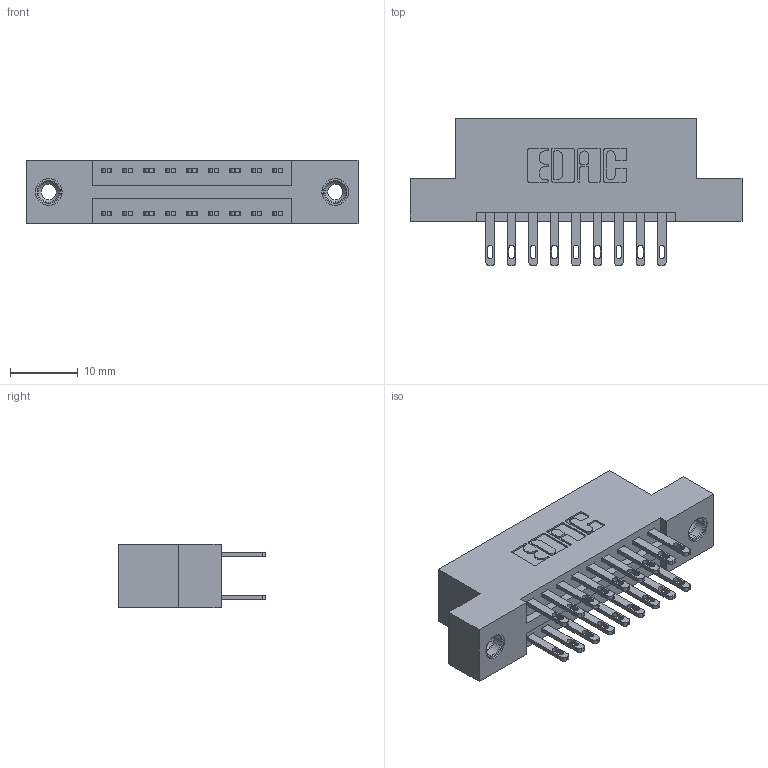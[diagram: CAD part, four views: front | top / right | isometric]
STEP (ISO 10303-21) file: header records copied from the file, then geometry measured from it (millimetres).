
FILE_DESCRIPTION (( 'STEP AP203' ), '1' );
FILE_NAME ('896-018-500-208.STEP', '2021-07-27T16:06:52', ( '' ), ( '' ), 'SwSTEP 2.0', 'SolidWorks 2020', '' );
FILE_SCHEMA (( 'CONFIG_CONTROL_DESIGN' ));
Length unit declared in the file: inch
Products named in the file (4): 846 Part_Flush Mounting Lugs - 0.156 Dia-TI; 345-292-001_345-293-100; 896-018-500-208; 345-250-001_345-250-003-102
Assembly tree (21 placements, depth 2):
  896-018-500-208
    846 Part_Flush Mounting Lugs - 0.156 Dia-TI
    345-292-001_345-293-100  x18
    345-250-001_345-250-003-102  x2
Bounding box: 49.15 x 21.84 x 9.4 mm (x, y, z)
Volume: 4584.8 mm3; surface area: 5991.9 mm2
Topology: 21 solids, 21 shells, 1046 faces, 3111 edges, 2066 vertices
Faces by surface type: plane 630, cylinder 400, cone 12, torus 4
Entity records: 11432 total; most frequent: CARTESIAN_POINT 1911, ORIENTED_EDGE 1838, DIRECTION 1765, EDGE_CURVE 919, LINE 727, VECTOR 727, VERTEX_POINT 608, AXIS2_PLACEMENT_3D 519
